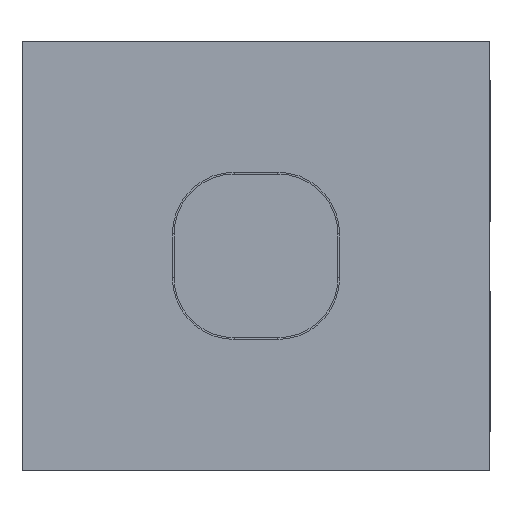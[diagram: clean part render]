
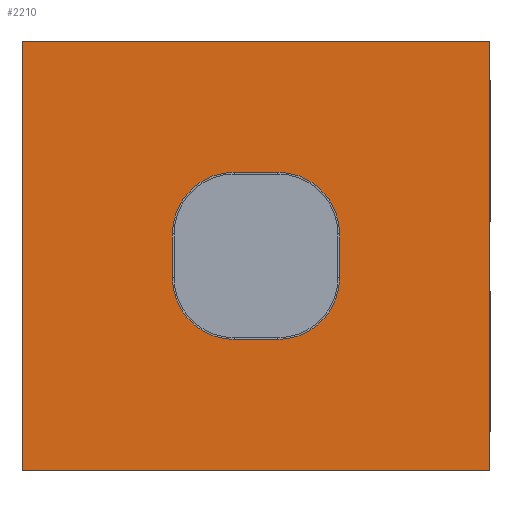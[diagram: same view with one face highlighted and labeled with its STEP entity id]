
A CAD part, top view. The second image highlights one B-rep face of the part: STEP entity #2210.
In plain terms, the highlighted planar face has unit normal (0, 0, 1).
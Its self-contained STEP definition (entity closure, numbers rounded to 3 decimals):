
#151=FACE_BOUND('',#282,.T.);
#182=FACE_OUTER_BOUND('',#281,.T.);
#281=EDGE_LOOP('',(#1459,#1460,#1461,#1462));
#282=EDGE_LOOP('',(#1463,#1464,#1465,#1466,#1467,#1468,#1469,#1470));
#380=CIRCLE('',#2331,0.352);
#384=CIRCLE('',#2337,0.352);
#388=CIRCLE('',#2343,0.352);
#389=CIRCLE('',#2344,0.352);
#462=LINE('',#3115,#702);
#464=LINE('',#3127,#704);
#483=LINE('',#3179,#723);
#484=LINE('',#3181,#724);
#485=LINE('',#3183,#725);
#486=LINE('',#3184,#726);
#487=LINE('',#3188,#727);
#488=LINE('',#3191,#728);
#702=VECTOR('',#2521,10.);
#704=VECTOR('',#2535,10.);
#723=VECTOR('',#2572,10.);
#724=VECTOR('',#2573,10.);
#725=VECTOR('',#2574,10.);
#726=VECTOR('',#2575,10.);
#727=VECTOR('',#2578,10.);
#728=VECTOR('',#2581,10.);
#945=VERTEX_POINT('',#3112);
#946=VERTEX_POINT('',#3114);
#948=VERTEX_POINT('',#3120);
#950=VERTEX_POINT('',#3126);
#952=VERTEX_POINT('',#3132);
#973=VERTEX_POINT('',#3177);
#974=VERTEX_POINT('',#3178);
#975=VERTEX_POINT('',#3180);
#976=VERTEX_POINT('',#3182);
#977=VERTEX_POINT('',#3185);
#978=VERTEX_POINT('',#3187);
#979=VERTEX_POINT('',#3189);
#1137=EDGE_CURVE('',#946,#945,#462,.T.);
#1140=EDGE_CURVE('',#946,#948,#380,.T.);
#1143=EDGE_CURVE('',#950,#948,#464,.T.);
#1146=EDGE_CURVE('',#950,#952,#384,.T.);
#1168=EDGE_CURVE('',#973,#974,#483,.T.);
#1169=EDGE_CURVE('',#974,#975,#484,.T.);
#1170=EDGE_CURVE('',#975,#976,#485,.T.);
#1171=EDGE_CURVE('',#976,#973,#486,.T.);
#1172=EDGE_CURVE('',#977,#945,#388,.T.);
#1173=EDGE_CURVE('',#977,#978,#487,.T.);
#1174=EDGE_CURVE('',#979,#978,#389,.T.);
#1175=EDGE_CURVE('',#979,#952,#488,.T.);
#1459=ORIENTED_EDGE('',*,*,#1168,.T.);
#1460=ORIENTED_EDGE('',*,*,#1169,.T.);
#1461=ORIENTED_EDGE('',*,*,#1170,.T.);
#1462=ORIENTED_EDGE('',*,*,#1171,.T.);
#1463=ORIENTED_EDGE('',*,*,#1146,.F.);
#1464=ORIENTED_EDGE('',*,*,#1143,.T.);
#1465=ORIENTED_EDGE('',*,*,#1140,.F.);
#1466=ORIENTED_EDGE('',*,*,#1137,.T.);
#1467=ORIENTED_EDGE('',*,*,#1172,.F.);
#1468=ORIENTED_EDGE('',*,*,#1173,.T.);
#1469=ORIENTED_EDGE('',*,*,#1174,.F.);
#1470=ORIENTED_EDGE('',*,*,#1175,.T.);
#1981=PLANE('',#2342);
#2210=ADVANCED_FACE('',(#182,#151),#1981,.T.);
#2331=AXIS2_PLACEMENT_3D('',#3121,#2528,#2529);
#2337=AXIS2_PLACEMENT_3D('',#3133,#2542,#2543);
#2342=AXIS2_PLACEMENT_3D('',#3176,#2570,#2571);
#2343=AXIS2_PLACEMENT_3D('',#3186,#2576,#2577);
#2344=AXIS2_PLACEMENT_3D('',#3190,#2579,#2580);
#2521=DIRECTION('',(0.,1.,0.));
#2528=DIRECTION('center_axis',(0.,0.,
1.));
#2529=DIRECTION('ref_axis',(1.,0.,0.));
#2535=DIRECTION('',(-1.,0.,0.));
#2542=DIRECTION('center_axis',(0.,0.,
1.));
#2543=DIRECTION('ref_axis',(1.,0.,0.));
#2570=DIRECTION('center_axis',(0.,0.,
1.));
#2571=DIRECTION('ref_axis',(1.,0.,0.));
#2572=DIRECTION('',(0.,-1.,0.));
#2573=DIRECTION('',(1.,0.,0.));
#2574=DIRECTION('',(0.,1.,0.));
#2575=DIRECTION('',(-1.,0.,0.));
#2576=DIRECTION('center_axis',(0.,0.,
1.));
#2577=DIRECTION('ref_axis',(1.,0.,0.));
#2578=DIRECTION('',(1.,0.,0.));
#2579=DIRECTION('center_axis',(0.,0.,
1.));
#2580=DIRECTION('ref_axis',(1.,0.,0.));
#2581=DIRECTION('',(0.,-1.,0.));
#3112=CARTESIAN_POINT('',(-0.477,0.125,0.6));
#3114=CARTESIAN_POINT('',(-0.477,-0.125,0.6));
#3115=CARTESIAN_POINT('',(-0.477,0.125,0.6));
#3120=CARTESIAN_POINT('',(-0.125,-0.477,0.6));
#3121=CARTESIAN_POINT('Origin',(-0.125,-0.125,0.6));
#3126=CARTESIAN_POINT('',(0.125,-0.477,0.6));
#3127=CARTESIAN_POINT('',(-0.125,-0.477,0.6));
#3132=CARTESIAN_POINT('',(0.477,-0.125,0.6));
#3133=CARTESIAN_POINT('Origin',(0.125,-0.125,0.6));
#3176=CARTESIAN_POINT('Origin',(0.,0.,
0.6));
#3177=CARTESIAN_POINT('',(-1.335,1.225,0.6));
#3178=CARTESIAN_POINT('',(-1.335,-1.225,0.6));
#3179=CARTESIAN_POINT('',(-1.335,1.225,0.6));
#3180=CARTESIAN_POINT('',(1.335,-1.225,0.6));
#3181=CARTESIAN_POINT('',(-1.335,-1.225,0.6));
#3182=CARTESIAN_POINT('',(1.335,1.225,0.6));
#3183=CARTESIAN_POINT('',(1.335,-1.225,0.6));
#3184=CARTESIAN_POINT('',(1.335,1.225,0.6));
#3185=CARTESIAN_POINT('',(-0.125,0.477,0.6));
#3186=CARTESIAN_POINT('Origin',(-0.125,0.125,0.6));
#3187=CARTESIAN_POINT('',(0.125,0.477,0.6));
#3188=CARTESIAN_POINT('',(0.125,0.477,0.6));
#3189=CARTESIAN_POINT('',(0.477,0.125,0.6));
#3190=CARTESIAN_POINT('Origin',(0.125,0.125,0.6));
#3191=CARTESIAN_POINT('',(0.477,-0.125,0.6));
